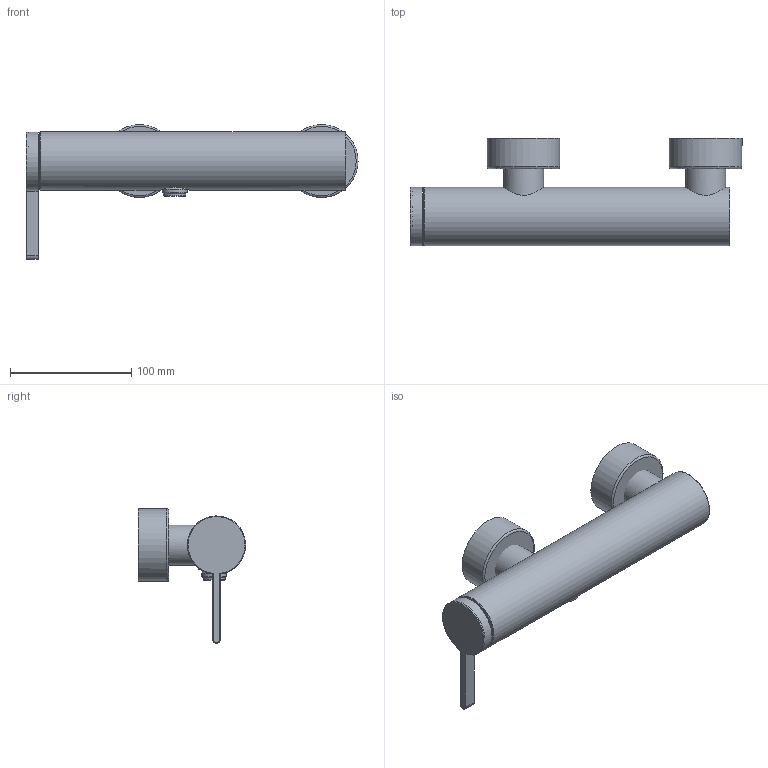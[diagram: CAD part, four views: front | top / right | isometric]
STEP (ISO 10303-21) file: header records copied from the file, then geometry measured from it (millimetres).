
FILE_DESCRIPTION(/* description */ (''),/* implementation_level */ '2;1');
FILE_NAME(/* name */ '3D_TVS106301150_Dawn.step',/* time_stamp */ '2022-12-06T17:10:05+01:00',/* author */ (''),/* organization */ (''),/* preprocessor_version */ 'ST-DEVELOPER v19.2',/* originating_system */ 'Autodesk Translation Framework v11.17.0.187',/* authorisation */ '');
FILE_SCHEMA (('AUTOMOTIVE_DESIGN { 1 0 10303 214 3 1 1 }'));
Length unit declared in the file: millimetre
Products named in the file (36): (Nicht gespeichert); 01000367_AF0_ASM; 01000366_AF0; 12000594_AF0; 12000733; 12000732; 16002353_ASM; 07000088_ASM; 07000088_A; 07000067A; 07000067B; 12000737_AF0; 04000063_AF0; 16002321_AF0_ASM; 03000242_AF0; 06022007; 10019507; 06003701_AF0; 12000736_AF0; 04000047_AF0; 12025801; 04007804; 12000734; 12000735_AF0; 12000735_AF1; 04000041_AF1; 04000041_AF0; 12000593_AF3; 04000151_AF2; 16001010_ASM; 10026001; 04006204; 14000086_ASM; 14000086_ASM_1; 10000220; 04004810
Assembly tree (42 placements, depth 4):
  (Nicht gespeichert)
    01000367_AF0_ASM
      01000366_AF0
      12000594_AF0
      12000733  x2
      12000732  x2
    16002353_ASM
      07000088_ASM
        07000088_A
        07000067A
        07000067B
    12025801  x2
    12000737_AF0
    04000063_AF0
    16002321_AF0_ASM
      03000242_AF0
      06022007
      10019507
    06003701_AF0
    12000736_AF0
    04000047_AF0
    04007804  x2
    12000734  x2
    12000735_AF0
    12000735_AF1
    04000041_AF1
    04000041_AF0
    12000593_AF3
    04000151_AF2
    16001010_ASM
      10026001
      04006204
    14000086_ASM
      10000220
      04004810
    14000086_ASM_1
      10000220
      04004810
Bounding box: 273.5 x 88.43 x 111 mm (x, y, z)
Volume: 636398.9 mm3; surface area: 88928.2 mm2
Topology: 8 solids, 9 shells, 88 faces, 171 edges, 110 vertices
Faces by surface type: cylinder 31, plane 30, torus 14, cone 7, bspline 4, sphere 2
Full cylindrical faces by diameter (mm): 15.1 x1, 18.2 x1, 18.4 x1, 20.6 x1, 25.6 x1, 26 x1, 33 x2, 34 x1, 36.2 x1, 38.8 x2, 39 x1, 42 x1, 44 x2, 47 x1, 48 x1, 60 x2
Entity records: 4208 total; most frequent: CARTESIAN_POINT 1373, DIRECTION 575, ORIENTED_EDGE 332, AXIS2_PLACEMENT_3D 265, EDGE_CURVE 167, VERTEX_POINT 107, CIRCLE 106, EDGE_LOOP 98
